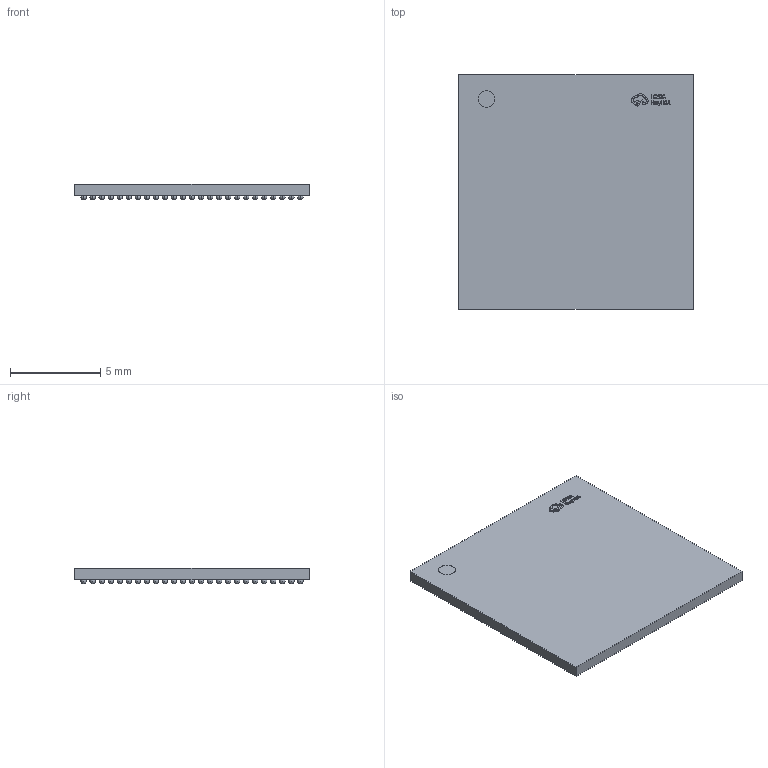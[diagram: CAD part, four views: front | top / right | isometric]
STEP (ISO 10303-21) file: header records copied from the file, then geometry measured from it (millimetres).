
FILE_DESCRIPTION (( 'STEP AP214' ), '1' );
FILE_NAME ('BGA-425_L13.0-W13.0_AM6252ATCGGAALW.STEP', '2023-10-24T02:32:46', ( '' ), ( '' ), 'SwSTEP 2.0', 'SolidWorks 2020', '' );
FILE_SCHEMA (( 'AUTOMOTIVE_DESIGN' ));
Length unit declared in the file: millimetre
Products named in the file (1): BGA-425_L13.0-W13.0_AM6252ATCGGAALW
Bounding box: 13 x 13 x 0.86 mm (x, y, z)
Volume: 109.9 mm3; surface area: 440.6 mm2
Topology: 9 solids, 9 shells, 1105 faces, 4464 edges, 2976 vertices
Faces by surface type: sphere 860, plane 145, bspline 98, cylinder 2
Entity records: 44165 total; most frequent: CARTESIAN_POINT 6476, DIRECTION 5886, ORIENTED_EDGE 4708, AXIS2_PLACEMENT_3D 2724, EDGE_CURVE 2354, CIRCLE 1716, VERTEX_POINT 1710, EDGE_LOOP 1548
